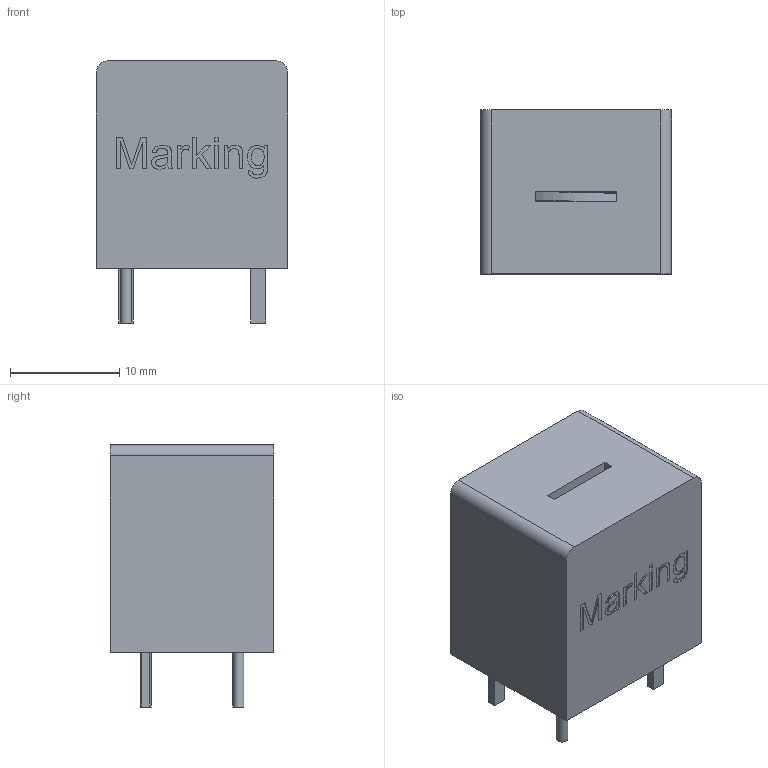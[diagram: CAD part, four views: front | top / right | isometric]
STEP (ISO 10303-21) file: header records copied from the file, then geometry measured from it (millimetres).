
FILE_DESCRIPTION(/* description */ ('Unknown'),/* implementation_level */ '2;1');
FILE_NAME(/* name */ 'L_Wurth_WE-HIDA-1715',/* time_stamp */ '2025-06-04T14:20:04+08:00',/* author */ ('Unknown'),/* organization */ ('Unknown'),/* preprocessor_version */ 'ST-DEVELOPER v19.4',/* originating_system */ 'Solid Edge',/* authorisation */ 'Unknown');
FILE_SCHEMA (('AUTOMOTIVE_DESIGN {1 0 10303 214 3 1 1}'));
Length unit declared in the file: millimetre
Products named in the file (2): L_Wurth_WE-HIDA-1715
Assembly tree (1 placements, depth 2):
  L_Wurth_WE-HIDA-1715
    L_Wurth_WE-HIDA-1715
Bounding box: 17.5 x 15 x 24 mm (x, y, z)
Volume: 4208.8 mm3; surface area: 4657.6 mm2
Topology: 1 solids, 1 shells, 128 faces, 317 edges, 209 vertices
Faces by surface type: plane 101, bspline 17, cylinder 10
Full cylindrical faces by diameter (mm): 1 x2, 9 x1, 9.3 x1
Entity records: 6219 total; most frequent: CARTESIAN_POINT 2548, ORIENTED_EDGE 622, DIRECTION 427, EDGE_CURVE 311, VERTEX_POINT 208, LINE 161, VECTOR 161, EDGE_LOOP 153
